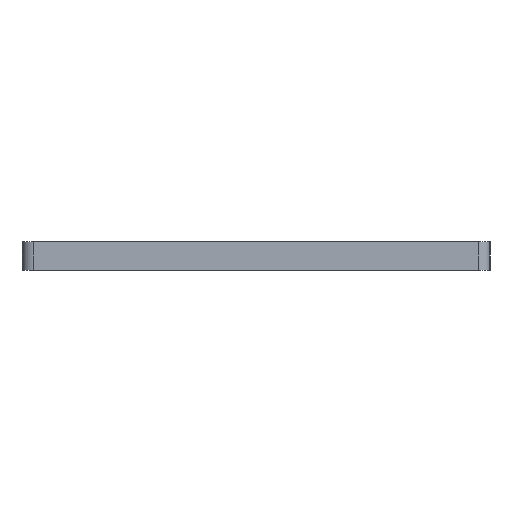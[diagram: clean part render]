
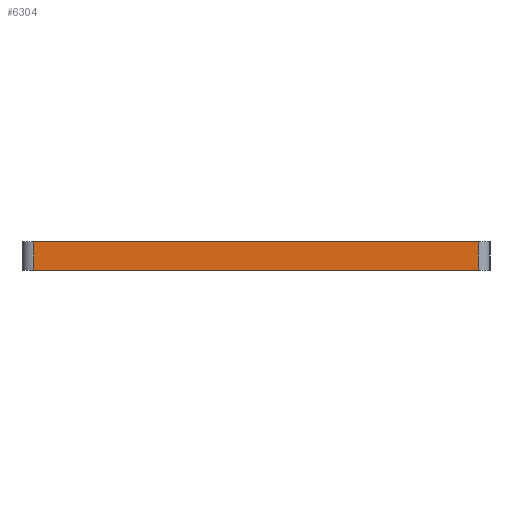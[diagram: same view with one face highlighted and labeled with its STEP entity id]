
A CAD part, left-side view. The second image highlights one B-rep face of the part: STEP entity #6304.
In plain terms, the highlighted planar face has unit normal (-1, 0, 0).
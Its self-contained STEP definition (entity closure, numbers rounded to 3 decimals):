
#1100 = PLANE('',#1101);
#1101 = AXIS2_PLACEMENT_3D('',#1102,#1103,#1104);
#1102 = CARTESIAN_POINT('',(175.,100.,0.));
#1103 = DIRECTION('',(0.,0.,1.));
#1104 = DIRECTION('',(1.,0.,0.));
#3264 = VERTEX_POINT('',#3265);
#3265 = CARTESIAN_POINT('',(0.,195.,0.));
#3280 = CYLINDRICAL_SURFACE('',#3281,5.);
#3281 = AXIS2_PLACEMENT_3D('',#3282,#3283,#3284);
#3282 = CARTESIAN_POINT('',(5.,195.,0.));
#3283 = DIRECTION('',(0.,0.,1.));
#3284 = DIRECTION('',(0.,1.,0.));
#3292 = EDGE_CURVE('',#3264,#3293,#3295,.T.);
#3293 = VERTEX_POINT('',#3294);
#3294 = CARTESIAN_POINT('',(0.,5.,0.));
#3295 = SURFACE_CURVE('',#3296,(#3300,#3307),.PCURVE_S1.);
#3296 = LINE('',#3297,#3298);
#3297 = CARTESIAN_POINT('',(0.,200.,0.));
#3298 = VECTOR('',#3299,1.);
#3299 = DIRECTION('',(0.,-1.,0.));
#3300 = PCURVE('',#1100,#3301);
#3301 = DEFINITIONAL_REPRESENTATION('',(#3302),#3306);
#3302 = LINE('',#3303,#3304);
#3303 = CARTESIAN_POINT('',(-175.,100.));
#3304 = VECTOR('',#3305,1.);
#3305 = DIRECTION('',(0.,-1.));
#3306 = ( GEOMETRIC_REPRESENTATION_CONTEXT(2) 
PARAMETRIC_REPRESENTATION_CONTEXT() REPRESENTATION_CONTEXT('2D SPACE',''
  ) );
#3307 = PCURVE('',#3308,#3313);
#3308 = PLANE('',#3309);
#3309 = AXIS2_PLACEMENT_3D('',#3310,#3311,#3312);
#3310 = CARTESIAN_POINT('',(0.,200.,0.));
#3311 = DIRECTION('',(1.,0.,0.));
#3312 = DIRECTION('',(0.,-1.,0.));
#3313 = DEFINITIONAL_REPRESENTATION('',(#3314),#3318);
#3314 = LINE('',#3315,#3316);
#3315 = CARTESIAN_POINT('',(0.,0.));
#3316 = VECTOR('',#3317,1.);
#3317 = DIRECTION('',(1.,0.));
#3318 = ( GEOMETRIC_REPRESENTATION_CONTEXT(2) 
PARAMETRIC_REPRESENTATION_CONTEXT() REPRESENTATION_CONTEXT('2D SPACE',''
  ) );
#3339 = CYLINDRICAL_SURFACE('',#3340,5.);
#3340 = AXIS2_PLACEMENT_3D('',#3341,#3342,#3343);
#3341 = CARTESIAN_POINT('',(5.,5.,0.));
#3342 = DIRECTION('',(0.,0.,1.));
#3343 = DIRECTION('',(0.,-1.,0.));
#6168 = PLANE('',#6169);
#6169 = AXIS2_PLACEMENT_3D('',#6170,#6171,#6172);
#6170 = CARTESIAN_POINT('',(175.,100.,12.));
#6171 = DIRECTION('',(0.,0.,1.));
#6172 = DIRECTION('',(1.,0.,0.));
#6205 = EDGE_CURVE('',#3293,#6206,#6208,.T.);
#6206 = VERTEX_POINT('',#6207);
#6207 = CARTESIAN_POINT('',(0.,5.,12.));
#6208 = SURFACE_CURVE('',#6209,(#6213,#6220),.PCURVE_S1.);
#6209 = LINE('',#6210,#6211);
#6210 = CARTESIAN_POINT('',(0.,5.,0.));
#6211 = VECTOR('',#6212,1.);
#6212 = DIRECTION('',(0.,0.,1.));
#6213 = PCURVE('',#3339,#6214);
#6214 = DEFINITIONAL_REPRESENTATION('',(#6215),#6219);
#6215 = LINE('',#6216,#6217);
#6216 = CARTESIAN_POINT('',(-1.571,0.));
#6217 = VECTOR('',#6218,1.);
#6218 = DIRECTION('',(-0.,1.));
#6219 = ( GEOMETRIC_REPRESENTATION_CONTEXT(2) 
PARAMETRIC_REPRESENTATION_CONTEXT() REPRESENTATION_CONTEXT('2D SPACE',''
  ) );
#6220 = PCURVE('',#3308,#6221);
#6221 = DEFINITIONAL_REPRESENTATION('',(#6222),#6226);
#6222 = LINE('',#6223,#6224);
#6223 = CARTESIAN_POINT('',(195.,0.));
#6224 = VECTOR('',#6225,1.);
#6225 = DIRECTION('',(0.,-1.));
#6226 = ( GEOMETRIC_REPRESENTATION_CONTEXT(2) 
PARAMETRIC_REPRESENTATION_CONTEXT() REPRESENTATION_CONTEXT('2D SPACE',''
  ) );
#6304 = ADVANCED_FACE('',(#6305),#3308,.F.);
#6305 = FACE_BOUND('',#6306,.F.);
#6306 = EDGE_LOOP('',(#6307,#6308,#6331,#6352));
#6307 = ORIENTED_EDGE('',*,*,#3292,.F.);
#6308 = ORIENTED_EDGE('',*,*,#6309,.T.);
#6309 = EDGE_CURVE('',#3264,#6310,#6312,.T.);
#6310 = VERTEX_POINT('',#6311);
#6311 = CARTESIAN_POINT('',(0.,195.,12.));
#6312 = SURFACE_CURVE('',#6313,(#6317,#6324),.PCURVE_S1.);
#6313 = LINE('',#6314,#6315);
#6314 = CARTESIAN_POINT('',(0.,195.,0.));
#6315 = VECTOR('',#6316,1.);
#6316 = DIRECTION('',(0.,0.,1.));
#6317 = PCURVE('',#3308,#6318);
#6318 = DEFINITIONAL_REPRESENTATION('',(#6319),#6323);
#6319 = LINE('',#6320,#6321);
#6320 = CARTESIAN_POINT('',(5.,0.));
#6321 = VECTOR('',#6322,1.);
#6322 = DIRECTION('',(0.,-1.));
#6323 = ( GEOMETRIC_REPRESENTATION_CONTEXT(2) 
PARAMETRIC_REPRESENTATION_CONTEXT() REPRESENTATION_CONTEXT('2D SPACE',''
  ) );
#6324 = PCURVE('',#3280,#6325);
#6325 = DEFINITIONAL_REPRESENTATION('',(#6326),#6330);
#6326 = LINE('',#6327,#6328);
#6327 = CARTESIAN_POINT('',(1.571,0.));
#6328 = VECTOR('',#6329,1.);
#6329 = DIRECTION('',(0.,1.));
#6330 = ( GEOMETRIC_REPRESENTATION_CONTEXT(2) 
PARAMETRIC_REPRESENTATION_CONTEXT() REPRESENTATION_CONTEXT('2D SPACE',''
  ) );
#6331 = ORIENTED_EDGE('',*,*,#6332,.T.);
#6332 = EDGE_CURVE('',#6310,#6206,#6333,.T.);
#6333 = SURFACE_CURVE('',#6334,(#6338,#6345),.PCURVE_S1.);
#6334 = LINE('',#6335,#6336);
#6335 = CARTESIAN_POINT('',(0.,200.,12.));
#6336 = VECTOR('',#6337,1.);
#6337 = DIRECTION('',(0.,-1.,0.));
#6338 = PCURVE('',#3308,#6339);
#6339 = DEFINITIONAL_REPRESENTATION('',(#6340),#6344);
#6340 = LINE('',#6341,#6342);
#6341 = CARTESIAN_POINT('',(0.,-12.));
#6342 = VECTOR('',#6343,1.);
#6343 = DIRECTION('',(1.,0.));
#6344 = ( GEOMETRIC_REPRESENTATION_CONTEXT(2) 
PARAMETRIC_REPRESENTATION_CONTEXT() REPRESENTATION_CONTEXT('2D SPACE',''
  ) );
#6345 = PCURVE('',#6168,#6346);
#6346 = DEFINITIONAL_REPRESENTATION('',(#6347),#6351);
#6347 = LINE('',#6348,#6349);
#6348 = CARTESIAN_POINT('',(-175.,100.));
#6349 = VECTOR('',#6350,1.);
#6350 = DIRECTION('',(0.,-1.));
#6351 = ( GEOMETRIC_REPRESENTATION_CONTEXT(2) 
PARAMETRIC_REPRESENTATION_CONTEXT() REPRESENTATION_CONTEXT('2D SPACE',''
  ) );
#6352 = ORIENTED_EDGE('',*,*,#6205,.F.);
